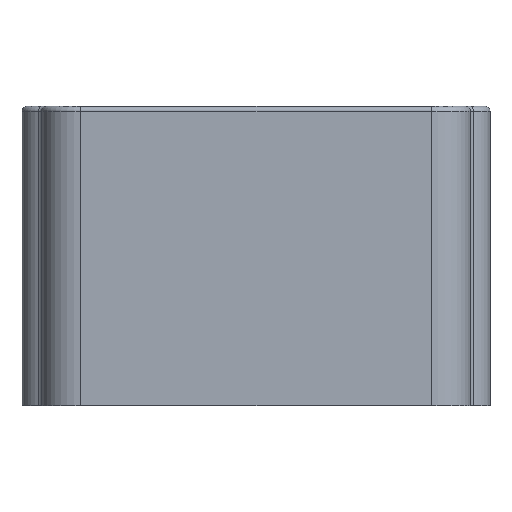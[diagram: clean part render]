
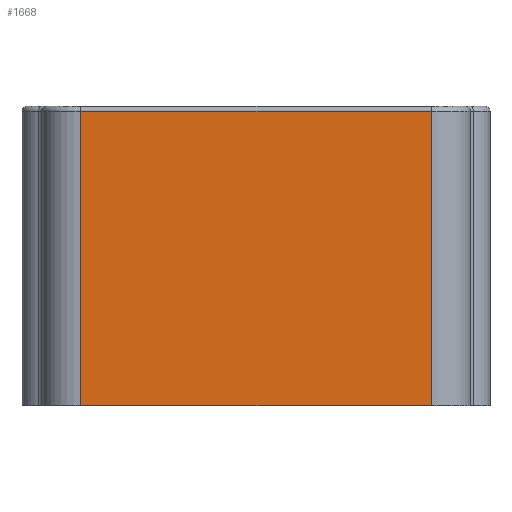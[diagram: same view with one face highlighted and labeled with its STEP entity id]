
A CAD part, front view. The second image highlights one B-rep face of the part: STEP entity #1668.
In plain terms, the highlighted planar face has unit normal (0, -1, 0).
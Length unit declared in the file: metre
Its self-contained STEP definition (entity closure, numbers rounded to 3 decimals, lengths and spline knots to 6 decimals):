
#1668=ADVANCED_FACE('0:1029',(#3002),#3003,.T.);
#3002=FACE_OUTER_BOUND('',#7612,.T.);
#3003=PLANE('',#7613);
#7612=EDGE_LOOP('',(#10995,#10996,#10997,#10998));
#7613=AXIS2_PLACEMENT_3D('',#10999,#11000,#11001);
#10995=ORIENTED_EDGE('',*,*,#13114,.T.);
#10996=ORIENTED_EDGE('',*,*,#13850,.F.);
#10997=ORIENTED_EDGE('',*,*,#13851,.F.);
#10998=ORIENTED_EDGE('',*,*,#13852,.T.);
#10999=CARTESIAN_POINT('',(-0.0129,-0.010525,0.0));
#11000=DIRECTION('',(0.0,-1.0,0.0));
#11001=DIRECTION('',(0.0,0.0,-1.0));
#13114=EDGE_CURVE('0:1754',#16233,#16238,#16240,.F.);
#13850=EDGE_CURVE('0:4091',#17433,#16238,#17435,.F.);
#13851=EDGE_CURVE('0:4094',#17436,#17433,#17437,.F.);
#13852=EDGE_CURVE('0:4097',#17436,#16233,#17438,.T.);
#16233=VERTEX_POINT('',#18491);
#16238=VERTEX_POINT('',#18497);
#16240=LINE('',#18499,#18500);
#17433=VERTEX_POINT('',#21483);
#17435=LINE('',#21485,#21486);
#17436=VERTEX_POINT('',#21487);
#17437=LINE('',#21488,#21489);
#17438=LINE('',#21490,#21491);
#18491=CARTESIAN_POINT('',(0.01055,-0.010525,0.0162));
#18497=CARTESIAN_POINT('',(-0.01055,-0.010525,0.0162));
#18499=CARTESIAN_POINT('',(0.0,-0.010525,0.0162));
#18500=VECTOR('',#22157,0.001);
#21483=CARTESIAN_POINT('',(-0.01055,-0.010525,-0.0015));
#21485=CARTESIAN_POINT('',(-0.01055,-0.010525,-0.0005));
#21486=VECTOR('',#23174,0.001);
#21487=CARTESIAN_POINT('',(0.01055,-0.010525,-0.0015));
#21488=CARTESIAN_POINT('',(0.,-0.010525,-0.0015));
#21489=VECTOR('',#23175,0.001);
#21490=CARTESIAN_POINT('',(0.01055,-0.010525,0.00735));
#21491=VECTOR('',#23176,0.001);
#22157=DIRECTION('',(1.0,0.0,0.0));
#23174=DIRECTION('',(0.0,0.0,-1.0));
#23175=DIRECTION('',(1.0,0.0,0.0));
#23176=DIRECTION('',(0.0,0.0,1.0));
